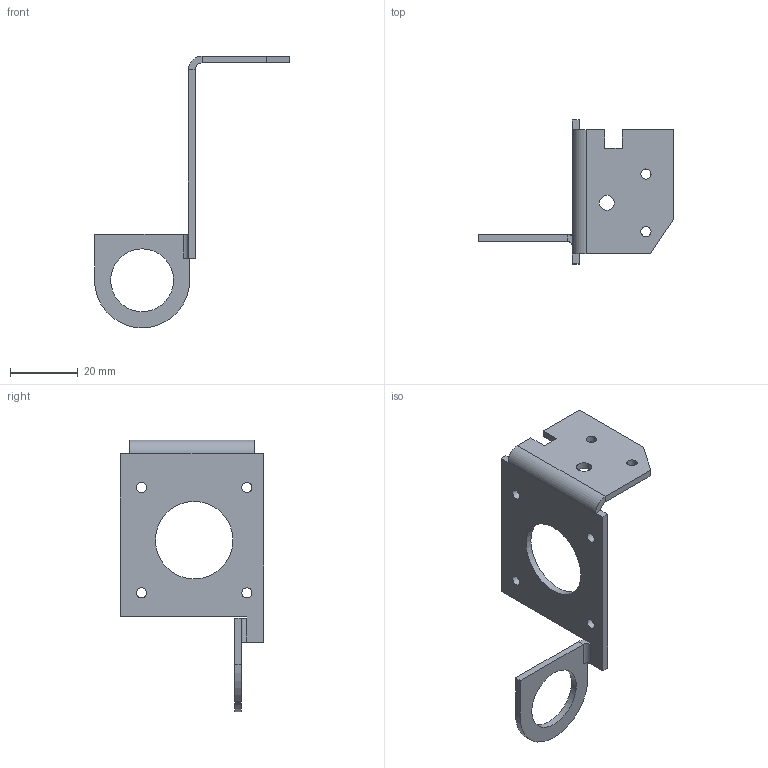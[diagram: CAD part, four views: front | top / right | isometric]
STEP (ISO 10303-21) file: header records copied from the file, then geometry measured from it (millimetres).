
FILE_DESCRIPTION(/* description */ (''),/* implementation_level */ '2;1');
FILE_NAME(/* name */ 'Bracket.stp',/* time_stamp */ '2016-06-23T00:25:36+02:00',/* author */ ('shmoko'),/* organization */ (''),/* preprocessor_version */ 'ST-DEVELOPER v16.1',/* originating_system */ 'Autodesk Inventor 2016',/* authorisation */ '');
FILE_SCHEMA (('CONFIG_CONTROL_DESIGN'));
Length unit declared in the file: millimetre
Products named in the file (1): Bracket
Bounding box: 57.35 x 42.3 x 79.94 mm (x, y, z)
Volume: 6164.5 mm3; surface area: 7276.3 mm2
Topology: 1 solids, 1 shells, 48 faces, 122 edges, 76 vertices
Faces by surface type: plane 34, cylinder 14
Full cylindrical faces by diameter (mm): 3 x6, 4.4 x1, 18.5 x1, 22.8 x1
Entity records: 1441 total; most frequent: DIRECTION 239, CARTESIAN_POINT 238, ORIENTED_EDGE 226, EDGE_CURVE 113, LINE 85, VECTOR 85, AXIS2_PLACEMENT_3D 77, VERTEX_POINT 76
